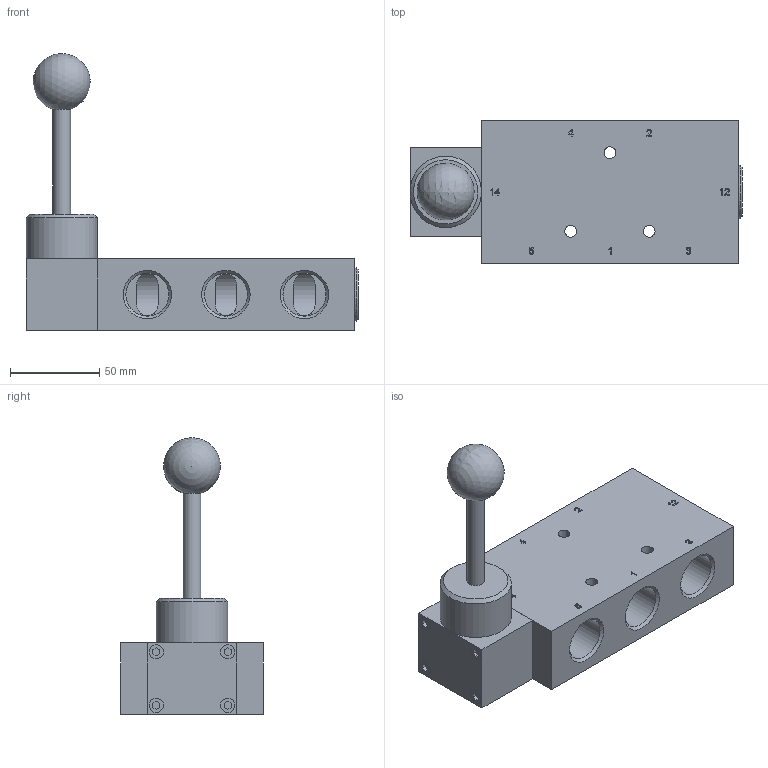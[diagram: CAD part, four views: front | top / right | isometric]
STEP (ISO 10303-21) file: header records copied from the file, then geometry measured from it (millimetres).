
FILE_DESCRIPTION(/* description */ ('Unknown'),/* implementation_level */ '2;1');
FILE_NAME(/* name */ 'HVR 531 181',/* time_stamp */ '2018-11-26T07:09:57+01:00',/* author */ ('Unknown'),/* organization */ ('Unknown'),/* preprocessor_version */ 'ST-DEVELOPER v16.7',/* originating_system */ 'DEX',/* authorisation */ $);
FILE_SCHEMA (('AUTOMOTIVE_DESIGN {1 0 10303 214 3 1 1}'));
Length unit declared in the file: millimetre
Products named in the file (2): HVR 531 181
Assembly tree (1 placements, depth 2):
  HVR 531 181
    HVR 531 181
Bounding box: 186 x 80 x 154.95 mm (x, y, z)
Volume: 426811.4 mm3; surface area: 88212 mm2
Topology: 3 solids, 3 shells, 326 faces, 825 edges, 544 vertices
Faces by surface type: plane 211, cylinder 54, bspline 32, cone 27, sphere 1, torus 1
Full cylindrical faces by diameter (mm): 2 x1, 4.134 x8, 6.6 x3, 8 x4, 10 x1, 22 x1, 24 x1, 24.117 x10, 28 x6, 28.05 x1, 28.5 x4, 30 x1, 40 x1
Entity records: 12875 total; most frequent: CARTESIAN_POINT 3372, ORIENTED_EDGE 1436, DIRECTION 1352, EDGE_CURVE 718, LINE 528, VECTOR 528, VERTEX_POINT 512, FACE_BOUND 460
